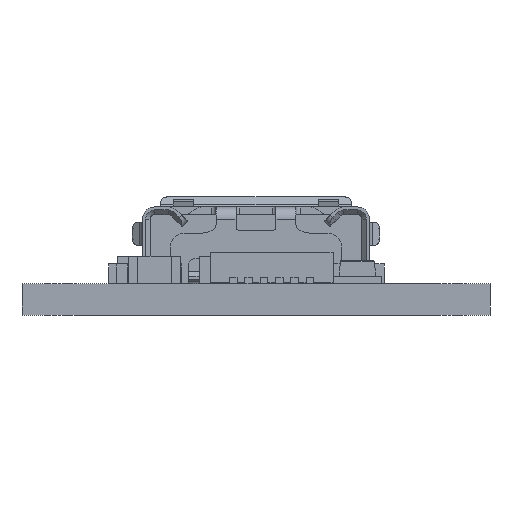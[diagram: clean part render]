
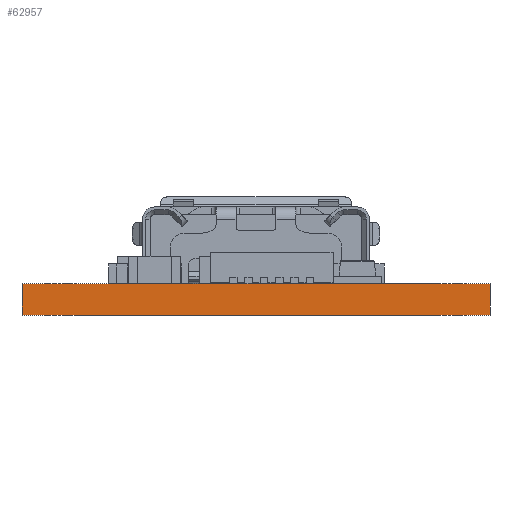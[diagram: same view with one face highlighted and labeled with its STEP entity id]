
A CAD part, front view. The second image highlights one B-rep face of the part: STEP entity #62957.
In plain terms, the highlighted planar face has unit normal (0, -1, 0).
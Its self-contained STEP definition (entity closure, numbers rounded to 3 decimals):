
#2815 = EDGE_CURVE ( 'NONE', #34886, #63750, #40156, .T. ) ;
#4417 = AXIS2_PLACEMENT_3D ( 'NONE', #22590, #42450, #62240 ) ;
#7863 = CARTESIAN_POINT ( 'NONE',  ( 0., 0., 0. ) ) ;
#8013 = PLANE ( 'NONE',  #4417 ) ;
#8173 = LINE ( 'NONE', #7863, #59730 ) ;
#8934 = ORIENTED_EDGE ( 'NONE', *, *, #23810, .T. ) ;
#11541 = DIRECTION ( 'NONE',  ( 0., 0., -1. ) ) ;
#14645 = CARTESIAN_POINT ( 'NONE',  ( 0., 0., 1.016 ) ) ;
#17135 = EDGE_CURVE ( 'NONE', #40472, #22613, #48469, .T. ) ;
#17543 = ORIENTED_EDGE ( 'NONE', *, *, #2815, .F. ) ;
#17825 = EDGE_CURVE ( 'NONE', #40472, #34886, #57699, .T. ) ;
#21387 = CARTESIAN_POINT ( 'NONE',  ( 15.24, 0., 1.016 ) ) ;
#22590 = CARTESIAN_POINT ( 'NONE',  ( 0., 0., 1.016 ) ) ;
#22613 = VERTEX_POINT ( 'NONE', #35003 ) ;
#23810 = EDGE_CURVE ( 'NONE', #22613, #63750, #8173, .T. ) ;
#26128 = CARTESIAN_POINT ( 'NONE',  ( 15.24, 0., 1.016 ) ) ;
#26138 = EDGE_LOOP ( 'NONE', ( #8934, #17543, #42018, #32327 ) ) ;
#27447 = DIRECTION ( 'NONE',  ( 1., 0., 0. ) ) ;
#27942 = DIRECTION ( 'NONE',  ( 1., 0., 0. ) ) ;
#30813 = VECTOR ( 'NONE', #58200, 1000. ) ;
#31169 = FACE_OUTER_BOUND ( 'NONE', #26138, .T. ) ;
#32327 = ORIENTED_EDGE ( 'NONE', *, *, #17135, .T. ) ;
#34886 = VERTEX_POINT ( 'NONE', #21387 ) ;
#35003 = CARTESIAN_POINT ( 'NONE',  ( 0., 0., 0. ) ) ;
#36506 = VECTOR ( 'NONE', #11541, 1000. ) ;
#40156 = LINE ( 'NONE', #26128, #36506 ) ;
#40472 = VERTEX_POINT ( 'NONE', #53767 ) ;
#42018 = ORIENTED_EDGE ( 'NONE', *, *, #17825, .F. ) ;
#42450 = DIRECTION ( 'NONE',  ( 0., 1., 0. ) ) ;
#48469 = LINE ( 'NONE', #14645, #30813 ) ;
#53767 = CARTESIAN_POINT ( 'NONE',  ( 0., 0., 1.016 ) ) ;
#57699 = LINE ( 'NONE', #63194, #59914 ) ;
#58200 = DIRECTION ( 'NONE',  ( 0., 0., -1. ) ) ;
#59730 = VECTOR ( 'NONE', #27942, 1000. ) ;
#59914 = VECTOR ( 'NONE', #27447, 1000. ) ;
#62000 = CARTESIAN_POINT ( 'NONE',  ( 15.24, 0., 0. ) ) ;
#62240 = DIRECTION ( 'NONE',  ( 0., 0., 1. ) ) ;
#62957 = ADVANCED_FACE ( 'NONE', ( #31169 ), #8013, .F. ) ;
#63194 = CARTESIAN_POINT ( 'NONE',  ( 0., 0., 1.016 ) ) ;
#63750 = VERTEX_POINT ( 'NONE', #62000 ) ;
